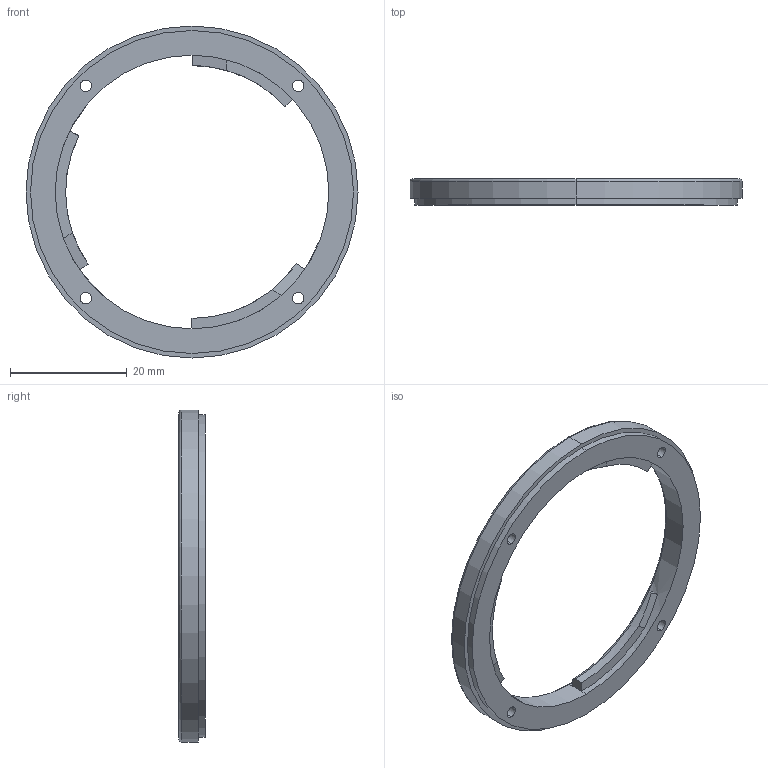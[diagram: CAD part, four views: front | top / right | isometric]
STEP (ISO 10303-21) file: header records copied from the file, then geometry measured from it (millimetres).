
FILE_DESCRIPTION (( 'STEP AP214' ), '1' );
FILE_NAME ('F-MD.STEP', '2024-10-10T14:23:56', ( '' ), ( '' ), 'SwSTEP 2.0', 'SolidWorks 2022', '' );
FILE_SCHEMA (( 'AUTOMOTIVE_DESIGN' ));
Length unit declared in the file: millimetre
Products named in the file (1): F-MD
Bounding box: 56.98 x 4.52 x 56.98 mm (x, y, z)
Volume: 3580.9 mm3; surface area: 3419.5 mm2
Topology: 1 solids, 1 shells, 57 faces, 148 edges, 96 vertices
Faces by surface type: cylinder 27, plane 23, torus 7
Entity records: 1865 total; most frequent: CARTESIAN_POINT 356, DIRECTION 339, ORIENTED_EDGE 296, EDGE_CURVE 148, AXIS2_PLACEMENT_3D 143, VERTEX_POINT 96, CIRCLE 85, EDGE_LOOP 70
